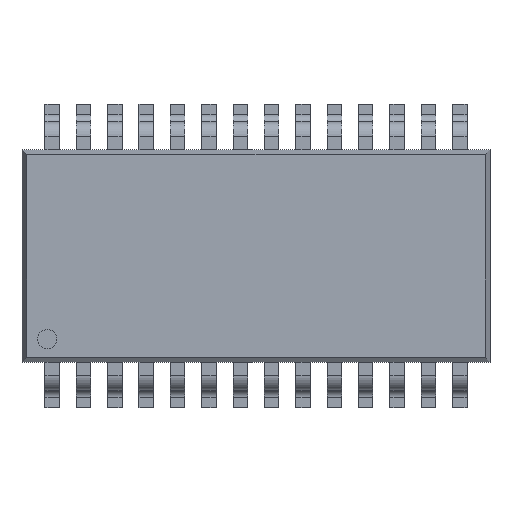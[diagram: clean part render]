
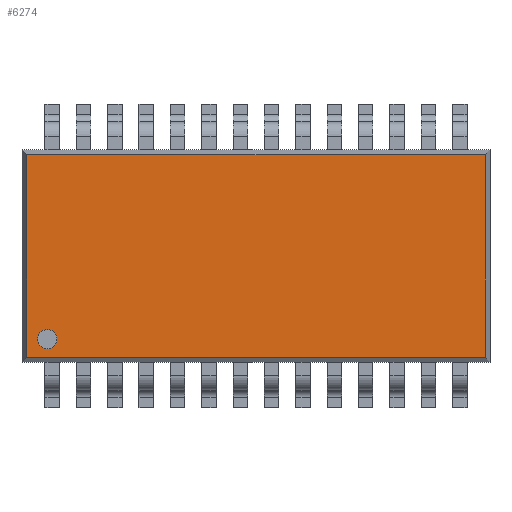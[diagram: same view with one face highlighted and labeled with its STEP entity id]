
A CAD part, top view. The second image highlights one B-rep face of the part: STEP entity #6274.
In plain terms, the highlighted planar face has unit normal (0, 0, 1).
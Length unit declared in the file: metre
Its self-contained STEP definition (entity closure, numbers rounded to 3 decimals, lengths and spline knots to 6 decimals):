
#357=CIRCLE('',#7232,0.0002);
#2139=ORIENTED_EDGE('',*,*,#3047,.T.);
#2140=ORIENTED_EDGE('',*,*,#3048,.T.);
#2141=ORIENTED_EDGE('',*,*,#3049,.T.);
#2142=ORIENTED_EDGE('',*,*,#3050,.T.);
#2143=ORIENTED_EDGE('',*,*,#3051,.T.);
#3047=EDGE_CURVE('',#3641,#3642,#4291,.T.);
#3048=EDGE_CURVE('',#3642,#3643,#4292,.T.);
#3049=EDGE_CURVE('',#3643,#3644,#4293,.T.);
#3050=EDGE_CURVE('',#3644,#3641,#4294,.T.);
#3051=EDGE_CURVE('',#3645,#3645,#357,.F.);
#3641=VERTEX_POINT('',#10947);
#3642=VERTEX_POINT('',#10948);
#3643=VERTEX_POINT('',#10950);
#3644=VERTEX_POINT('',#10952);
#3645=VERTEX_POINT('',#10955);
#4291=LINE('',#10946,#4947);
#4292=LINE('',#10949,#4948);
#4293=LINE('',#10951,#4949);
#4294=LINE('',#10953,#4950);
#4947=VECTOR('',#9087,1.);
#4948=VECTOR('',#9088,1.);
#4949=VECTOR('',#9089,1.);
#4950=VECTOR('',#9090,1.);
#5309=EDGE_LOOP('',(#2139,#2140,#2141,#2142));
#5310=EDGE_LOOP('',(#2143));
#5669=FACE_BOUND('',#5309,.T.);
#5670=FACE_BOUND('',#5310,.T.);
#5917=PLANE('',#7231);
#6274=ADVANCED_FACE('',(#5669,#5670),#5917,.T.);
#7231=AXIS2_PLACEMENT_3D('',#10945,#9085,#9086);
#7232=AXIS2_PLACEMENT_3D('',#10954,#9091,#9092);
#9085=DIRECTION('',(0.,0.,1.));
#9086=DIRECTION('',(1.,0.,0.));
#9087=DIRECTION('',(0.,1.,0.));
#9088=DIRECTION('',(-1.,0.,0.));
#9089=DIRECTION('',(0.,-1.,0.));
#9090=DIRECTION('',(1.,0.,0.));
#9091=DIRECTION('',(0.,0.,1.));
#9092=DIRECTION('',(1.,0.,0.));
#10945=CARTESIAN_POINT('',(0.,0.,0.001));
#10946=CARTESIAN_POINT('',(0.00475,0.,0.001));
#10947=CARTESIAN_POINT('',(0.00475,-0.0021,0.001));
#10948=CARTESIAN_POINT('',(0.00475,0.0021,0.001));
#10949=CARTESIAN_POINT('',(0.,0.0021,0.001));
#10950=CARTESIAN_POINT('',(-0.00475,0.0021,0.001));
#10951=CARTESIAN_POINT('',(-0.00475,-0.0022,0.001));
#10952=CARTESIAN_POINT('',(-0.00475,-0.0021,0.001));
#10953=CARTESIAN_POINT('',(0.00485,-0.0021,0.001));
#10954=CARTESIAN_POINT('',(-0.004325,-0.001725,0.001));
#10955=CARTESIAN_POINT('',(-0.004125,-0.001725,0.001));
